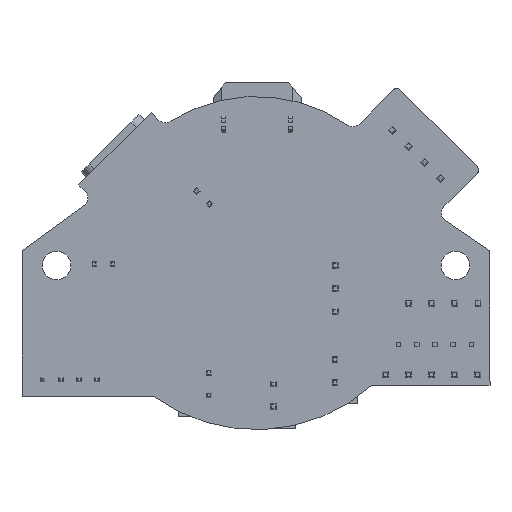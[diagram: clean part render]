
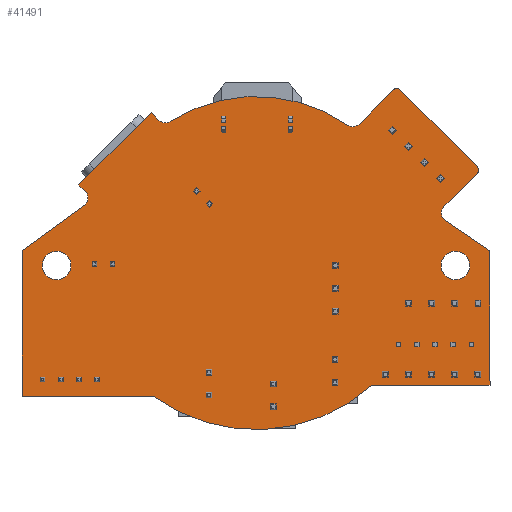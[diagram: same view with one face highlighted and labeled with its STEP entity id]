
A CAD part, left-side view. The second image highlights one B-rep face of the part: STEP entity #41491.
In plain terms, the highlighted planar face has unit normal (-1, 0, 0).
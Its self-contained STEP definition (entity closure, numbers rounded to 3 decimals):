
#386=FACE_BOUND('',#6846,.T.);
#387=FACE_BOUND('',#6847,.T.);
#929=CIRCLE('',#44173,1.57);
#931=CIRCLE('',#44176,1.57);
#932=CIRCLE('',#44181,1.);
#934=CIRCLE('',#44185,0.5);
#936=CIRCLE('',#44189,0.5);
#938=CIRCLE('',#44193,1.);
#940=CIRCLE('',#44196,17.528);
#942=CIRCLE('',#44199,1.);
#944=CIRCLE('',#44205,1.);
#946=CIRCLE('',#44211,19.072);
#4443=FACE_OUTER_BOUND('',#6845,.T.);
#6845=EDGE_LOOP('',(#37164,#37165,#37166,#37167,#37168,#37169,#37170,#37171,
#37172,#37173,#37174,#37175,#37176,#37177,#37178,#37179,#37180,#37181,#37182,
#37183));
#6846=EDGE_LOOP('',(#37184));
#6847=EDGE_LOOP('',(#37185));
#11842=LINE('',#68186,#16880);
#11846=LINE('',#68194,#16884);
#11849=LINE('',#68200,#16887);
#11853=LINE('',#68212,#16891);
#11857=LINE('',#68224,#16895);
#11861=LINE('',#68236,#16899);
#11867=LINE('',#68260,#16905);
#11870=LINE('',#68266,#16908);
#11873=LINE('',#68272,#16911);
#11877=LINE('',#68284,#16915);
#11880=LINE('',#68290,#16918);
#11883=LINE('',#68296,#16921);
#16880=VECTOR('',#54107,10.);
#16884=VECTOR('',#54113,10.);
#16887=VECTOR('',#54118,10.);
#16891=VECTOR('',#54130,10.);
#16895=VECTOR('',#54142,10.);
#16899=VECTOR('',#54154,10.);
#16905=VECTOR('',#54180,10.);
#16908=VECTOR('',#54185,10.);
#16911=VECTOR('',#54190,10.);
#16915=VECTOR('',#54202,10.);
#16918=VECTOR('',#54207,10.);
#16921=VECTOR('',#54212,10.);
#20445=VERTEX_POINT('',#68174);
#20447=VERTEX_POINT('',#68180);
#20448=VERTEX_POINT('',#68184);
#20449=VERTEX_POINT('',#68185);
#20452=VERTEX_POINT('',#68193);
#20454=VERTEX_POINT('',#68199);
#20456=VERTEX_POINT('',#68205);
#20458=VERTEX_POINT('',#68211);
#20460=VERTEX_POINT('',#68217);
#20462=VERTEX_POINT('',#68223);
#20464=VERTEX_POINT('',#68229);
#20466=VERTEX_POINT('',#68235);
#20468=VERTEX_POINT('',#68241);
#20470=VERTEX_POINT('',#68247);
#20472=VERTEX_POINT('',#68253);
#20474=VERTEX_POINT('',#68259);
#20476=VERTEX_POINT('',#68265);
#20478=VERTEX_POINT('',#68271);
#20480=VERTEX_POINT('',#68277);
#20482=VERTEX_POINT('',#68283);
#20484=VERTEX_POINT('',#68289);
#20486=VERTEX_POINT('',#68295);
#25990=EDGE_CURVE('',#20445,#20445,#929,.T.);
#25993=EDGE_CURVE('',#20447,#20447,#931,.T.);
#25994=EDGE_CURVE('',#20448,#20449,#11842,.T.);
#25998=EDGE_CURVE('',#20448,#20452,#11846,.T.);
#26001=EDGE_CURVE('',#20452,#20454,#11849,.T.);
#26004=EDGE_CURVE('',#20454,#20456,#932,.T.);
#26007=EDGE_CURVE('',#20456,#20458,#11853,.T.);
#26010=EDGE_CURVE('',#20460,#20458,#934,.T.);
#26013=EDGE_CURVE('',#20460,#20462,#11857,.T.);
#26016=EDGE_CURVE('',#20464,#20462,#936,.T.);
#26019=EDGE_CURVE('',#20464,#20466,#11861,.T.);
#26022=EDGE_CURVE('',#20466,#20468,#938,.T.);
#26025=EDGE_CURVE('',#20470,#20468,#940,.T.);
#26028=EDGE_CURVE('',#20470,#20472,#942,.T.);
#26031=EDGE_CURVE('',#20472,#20474,#11867,.T.);
#26034=EDGE_CURVE('',#20474,#20476,#11870,.T.);
#26037=EDGE_CURVE('',#20476,#20478,#11873,.T.);
#26040=EDGE_CURVE('',#20478,#20480,#944,.T.);
#26043=EDGE_CURVE('',#20482,#20480,#11877,.T.);
#26046=EDGE_CURVE('',#20484,#20482,#11880,.T.);
#26049=EDGE_CURVE('',#20486,#20484,#11883,.T.);
#26052=EDGE_CURVE('',#20449,#20486,#946,.T.);
#37164=ORIENTED_EDGE('',*,*,#26052,.F.);
#37165=ORIENTED_EDGE('',*,*,#25994,.F.);
#37166=ORIENTED_EDGE('',*,*,#25998,.T.);
#37167=ORIENTED_EDGE('',*,*,#26001,.T.);
#37168=ORIENTED_EDGE('',*,*,#26004,.T.);
#37169=ORIENTED_EDGE('',*,*,#26007,.T.);
#37170=ORIENTED_EDGE('',*,*,#26010,.F.);
#37171=ORIENTED_EDGE('',*,*,#26013,.T.);
#37172=ORIENTED_EDGE('',*,*,#26016,.F.);
#37173=ORIENTED_EDGE('',*,*,#26019,.T.);
#37174=ORIENTED_EDGE('',*,*,#26022,.T.);
#37175=ORIENTED_EDGE('',*,*,#26025,.F.);
#37176=ORIENTED_EDGE('',*,*,#26028,.T.);
#37177=ORIENTED_EDGE('',*,*,#26031,.T.);
#37178=ORIENTED_EDGE('',*,*,#26034,.T.);
#37179=ORIENTED_EDGE('',*,*,#26037,.T.);
#37180=ORIENTED_EDGE('',*,*,#26040,.T.);
#37181=ORIENTED_EDGE('',*,*,#26043,.F.);
#37182=ORIENTED_EDGE('',*,*,#26046,.F.);
#37183=ORIENTED_EDGE('',*,*,#26049,.F.);
#37184=ORIENTED_EDGE('',*,*,#25993,.F.);
#37185=ORIENTED_EDGE('',*,*,#25990,.F.);
#39197=PLANE('',#44214);
#41491=ADVANCED_FACE('',(#4443,#386,#387),#39197,.F.);
#44173=AXIS2_PLACEMENT_3D('',#68176,#54096,#54097);
#44176=AXIS2_PLACEMENT_3D('',#68182,#54103,#54104);
#44181=AXIS2_PLACEMENT_3D('',#68206,#54123,#54124);
#44185=AXIS2_PLACEMENT_3D('',#68218,#54135,#54136);
#44189=AXIS2_PLACEMENT_3D('',#68230,#54147,#54148);
#44193=AXIS2_PLACEMENT_3D('',#68242,#54159,#54160);
#44196=AXIS2_PLACEMENT_3D('',#68248,#54166,#54167);
#44199=AXIS2_PLACEMENT_3D('',#68254,#54173,#54174);
#44205=AXIS2_PLACEMENT_3D('',#68278,#54195,#54196);
#44211=AXIS2_PLACEMENT_3D('',#68301,#54217,#54218);
#44214=AXIS2_PLACEMENT_3D('',#68304,#54223,#54224);
#54096=DIRECTION('center_axis',(-1.,0.,0.));
#54097=DIRECTION('ref_axis',(0.,1.,0.));
#54103=DIRECTION('center_axis',(-1.,0.,0.));
#54104=DIRECTION('ref_axis',(0.,1.,0.));
#54107=DIRECTION('',(0.,1.,0.));
#54113=DIRECTION('',(0.,0.,1.));
#54118=DIRECTION('',(0.,0.829,0.559));
#54123=DIRECTION('center_axis',(1.,0.,0.));
#54124=DIRECTION('ref_axis',(0.,0.559,-0.829));
#54130=DIRECTION('',(0.,-0.707,0.707));
#54135=DIRECTION('center_axis',(1.,0.,0.));
#54136=DIRECTION('ref_axis',(0.,-0.707,0.707));
#54142=DIRECTION('',(0.,0.707,0.707));
#54147=DIRECTION('center_axis',(1.,0.,0.));
#54148=DIRECTION('ref_axis',(0.,0.707,0.707));
#54154=DIRECTION('',(0.,0.707,-0.707));
#54159=DIRECTION('center_axis',(1.,0.,0.));
#54160=DIRECTION('ref_axis',(0.,-0.707,-0.707));
#54166=DIRECTION('center_axis',(1.,0.,0.));
#54167=DIRECTION('ref_axis',(0.,0.537,0.843));
#54173=DIRECTION('center_axis',(1.,0.,0.));
#54174=DIRECTION('ref_axis',(0.,-0.537,-0.843));
#54180=DIRECTION('',(0.,0.707,0.707));
#54185=DIRECTION('',(0.,0.707,-0.707));
#54190=DIRECTION('',(0.,-0.707,-0.707));
#54195=DIRECTION('center_axis',(1.,0.,0.));
#54196=DIRECTION('ref_axis',(0.,-0.707,0.707));
#54202=DIRECTION('',(0.,-0.808,0.589));
#54207=DIRECTION('',(0.,0.,1.));
#54212=DIRECTION('',(0.,1.,0.));
#54217=DIRECTION('center_axis',(1.,0.,0.));
#54218=DIRECTION('ref_axis',(0.,-0.667,-0.745));
#54223=DIRECTION('center_axis',(1.,0.,0.));
#54224=DIRECTION('ref_axis',(0.,1.,0.));
#68174=CARTESIAN_POINT('',(0.,46.03,13.17));
#68176=CARTESIAN_POINT('Origin',(0.,47.6,13.17));
#68180=CARTESIAN_POINT('',(0.,2.23,13.17));
#68182=CARTESIAN_POINT('Origin',(0.,3.8,13.17));
#68184=CARTESIAN_POINT('',(0.,0.,0.));
#68185=CARTESIAN_POINT('',(0.,12.982,0.));
#68186=CARTESIAN_POINT('',(0.,0.,0.));
#68193=CARTESIAN_POINT('',(0.,0.,14.8));
#68194=CARTESIAN_POINT('',(0.,0.,0.));
#68199=CARTESIAN_POINT('',(0.,4.906,18.109));
#68200=CARTESIAN_POINT('',(0.,0.,14.8));
#68205=CARTESIAN_POINT('',(0.,5.054,19.645));
#68206=CARTESIAN_POINT('Origin',(0.,4.347,18.938));
#68211=CARTESIAN_POINT('',(0.,1.411,23.289));
#68212=CARTESIAN_POINT('',(0.,5.054,19.645));
#68217=CARTESIAN_POINT('',(0.,1.411,23.996));
#68218=CARTESIAN_POINT('Origin',(0.,1.764,23.642));
#68223=CARTESIAN_POINT('',(0.,9.896,32.481));
#68224=CARTESIAN_POINT('',(0.,1.411,23.996));
#68229=CARTESIAN_POINT('',(0.,10.603,32.481));
#68230=CARTESIAN_POINT('Origin',(0.,10.249,32.128));
#68235=CARTESIAN_POINT('',(0.,14.387,28.697));
#68236=CARTESIAN_POINT('',(0.,10.603,32.481));
#68241=CARTESIAN_POINT('',(0.,15.667,28.584));
#68242=CARTESIAN_POINT('Origin',(0.,15.094,29.404));
#68247=CARTESIAN_POINT('',(0.,35.12,28.993));
#68248=CARTESIAN_POINT('Origin',(0.,25.7,14.212));
#68253=CARTESIAN_POINT('',(0.,36.365,29.13));
#68254=CARTESIAN_POINT('Origin',(0.,35.658,29.837));
#68259=CARTESIAN_POINT('',(0.,37.205,29.97));
#68260=CARTESIAN_POINT('',(0.,36.365,29.13));
#68265=CARTESIAN_POINT('',(0.,45.16,22.015));
#68266=CARTESIAN_POINT('',(0.,37.205,29.97));
#68271=CARTESIAN_POINT('',(0.,44.453,21.308));
#68272=CARTESIAN_POINT('',(0.,45.16,22.015));
#68277=CARTESIAN_POINT('',(0.,44.571,19.792));
#68278=CARTESIAN_POINT('Origin',(0.,45.16,20.601));
#68283=CARTESIAN_POINT('',(0.,51.4,14.82));
#68284=CARTESIAN_POINT('',(0.,51.4,14.82));
#68289=CARTESIAN_POINT('',(0.,51.4,-1.18));
#68290=CARTESIAN_POINT('',(0.,51.4,-1.18));
#68295=CARTESIAN_POINT('',(0.,36.962,-1.18));
#68296=CARTESIAN_POINT('',(0.,36.962,-1.18));
#68301=CARTESIAN_POINT('Origin',(0.,25.7,14.212));
#68304=CARTESIAN_POINT('Origin',(0.,25.7,13.884));
